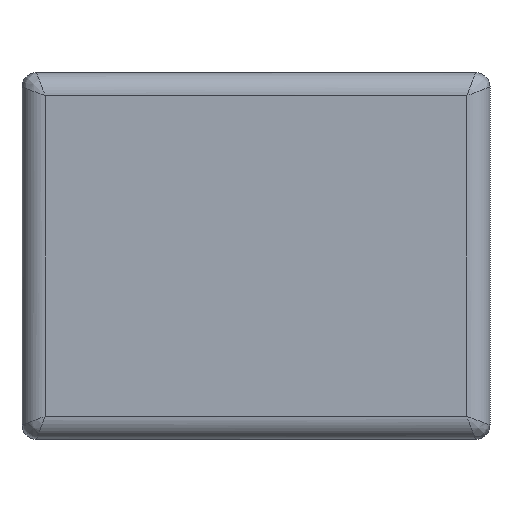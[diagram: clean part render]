
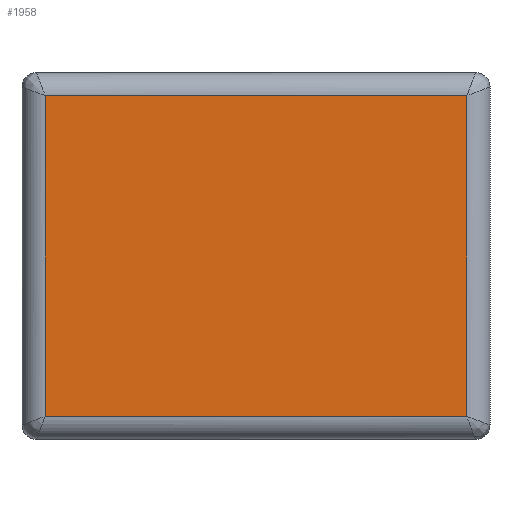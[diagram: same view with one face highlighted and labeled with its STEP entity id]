
A CAD part, left-side view. The second image highlights one B-rep face of the part: STEP entity #1958.
In plain terms, the highlighted planar face has unit normal (-1, 0, 0).
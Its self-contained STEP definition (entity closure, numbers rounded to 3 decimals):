
#102 = VERTEX_POINT ( 'NONE', #1227 ) ;
#187 = ORIENTED_EDGE ( 'NONE', *, *, #2053, .T. ) ;
#192 = DIRECTION ( 'NONE',  ( 1., 0., 0. ) ) ;
#260 = EDGE_CURVE ( 'NONE', #673, #102, #1077, .T. ) ;
#448 = EDGE_CURVE ( 'NONE', #1808, #673, #2700, .T. ) ;
#524 = EDGE_LOOP ( 'NONE', ( #541, #1307, #1963, #187 ) ) ;
#541 = ORIENTED_EDGE ( 'NONE', *, *, #448, .T. ) ;
#543 = CARTESIAN_POINT ( 'NONE',  ( -1.6, -0.73, 1.27 ) ) ;
#590 = DIRECTION ( 'NONE',  ( 0., -1., 0. ) ) ;
#669 = AXIS2_PLACEMENT_3D ( 'NONE', #2517, #192, #1482 ) ;
#673 = VERTEX_POINT ( 'NONE', #2724 ) ;
#851 = CARTESIAN_POINT ( 'NONE',  ( -1.6, 0.73, 1.19 ) ) ;
#1048 = EDGE_CURVE ( 'NONE', #102, #2271, #1757, .T. ) ;
#1077 = LINE ( 'NONE', #2498, #1976 ) ;
#1096 = DIRECTION ( 'NONE',  ( 0., 1., 0. ) ) ;
#1168 = FACE_OUTER_BOUND ( 'NONE', #524, .T. ) ;
#1227 = CARTESIAN_POINT ( 'NONE',  ( -1.6, -0.73, 0.08 ) ) ;
#1233 = VECTOR ( 'NONE', #2663, 1000. ) ;
#1307 = ORIENTED_EDGE ( 'NONE', *, *, #260, .T. ) ;
#1328 = LINE ( 'NONE', #2175, #1441 ) ;
#1441 = VECTOR ( 'NONE', #1096, 1000. ) ;
#1482 = DIRECTION ( 'NONE',  ( 0., 0., -1. ) ) ;
#1667 = CARTESIAN_POINT ( 'NONE',  ( -1.6, 0.73, 1.27 ) ) ;
#1757 = LINE ( 'NONE', #543, #1233 ) ;
#1808 = VERTEX_POINT ( 'NONE', #851 ) ;
#1958 = ADVANCED_FACE ( 'NONE', ( #1168 ), #2473, .F. ) ;
#1963 = ORIENTED_EDGE ( 'NONE', *, *, #1048, .T. ) ;
#1976 = VECTOR ( 'NONE', #590, 1000. ) ;
#2053 = EDGE_CURVE ( 'NONE', #2271, #1808, #1328, .T. ) ;
#2175 = CARTESIAN_POINT ( 'NONE',  ( -1.6, -0.81, 1.19 ) ) ;
#2246 = VECTOR ( 'NONE', #2494, 1000. ) ;
#2271 = VERTEX_POINT ( 'NONE', #2402 ) ;
#2402 = CARTESIAN_POINT ( 'NONE',  ( -1.6, -0.73, 1.19 ) ) ;
#2473 = PLANE ( 'NONE',  #669 ) ;
#2494 = DIRECTION ( 'NONE',  ( 0., 0., -1. ) ) ;
#2498 = CARTESIAN_POINT ( 'NONE',  ( -1.6, 0., 0.08 ) ) ;
#2517 = CARTESIAN_POINT ( 'NONE',  ( -1.6, -0.81, 1.27 ) ) ;
#2663 = DIRECTION ( 'NONE',  ( 0., 0., 1. ) ) ;
#2700 = LINE ( 'NONE', #1667, #2246 ) ;
#2724 = CARTESIAN_POINT ( 'NONE',  ( -1.6, 0.73, 0.08 ) ) ;
